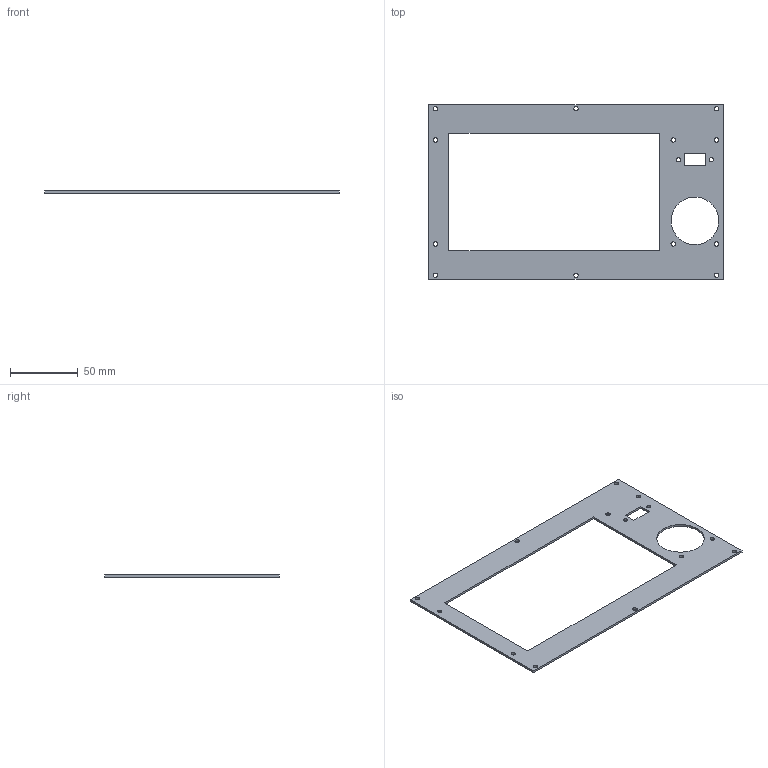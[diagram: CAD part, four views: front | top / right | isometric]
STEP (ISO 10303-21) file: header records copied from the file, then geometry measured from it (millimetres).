
FILE_DESCRIPTION(('KiCad electronic assembly'),'2;1');
FILE_NAME('Controller Front.step','2021-04-15T20:18:26',('Pcbnew'),( 'Kicad'),'Open CASCADE STEP processor 6.9','KiCad to STEP converter' ,'Unknown');
FILE_SCHEMA(('AUTOMOTIVE_DESIGN { 1 0 10303 214 1 1 1 1 }'));
Length unit declared in the file: millimetre
Products named in the file (2): Open CASCADE STEP translator 6.9 1; COMPOUND
Assembly tree (1 placements, depth 2):
  Open CASCADE STEP translator 6.9 1
    COMPOUND
Bounding box: 217 x 128.5 x 1.6 mm (x, y, z)
Volume: 21213.3 mm3; surface area: 28876.1 mm2
Topology: 1 solids, 1 shells, 29 faces, 81 edges, 54 vertices
Faces by surface type: cylinder 15, plane 14
Full cylindrical faces by diameter (mm): 3.2 x14, 35 x1
Entity records: 2203 total; most frequent: CARTESIAN_POINT 508, DIRECTION 305, LINE 183, VECTOR 183, ORIENTED_EDGE 162, PCURVE 162, DEFINITIONAL_REPRESENTATION 162, EDGE_CURVE 81
